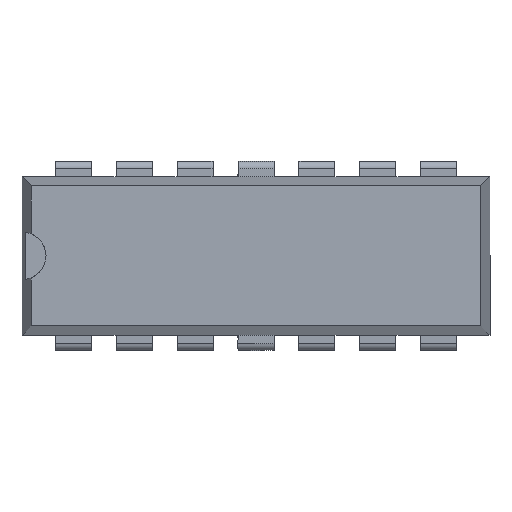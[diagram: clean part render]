
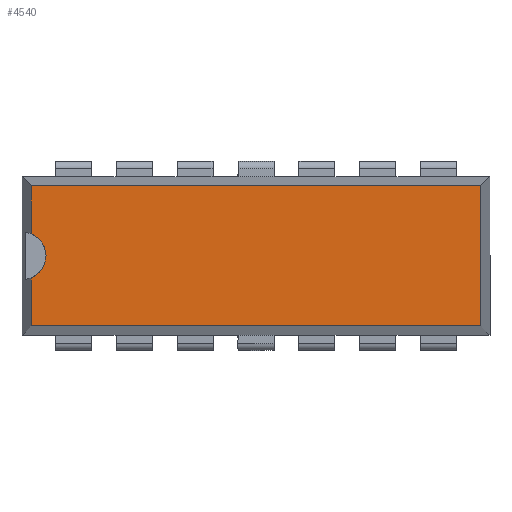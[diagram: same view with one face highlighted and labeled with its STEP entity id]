
A CAD part, top view. The second image highlights one B-rep face of the part: STEP entity #4540.
In plain terms, the highlighted planar face has unit normal (0, 0, 1).
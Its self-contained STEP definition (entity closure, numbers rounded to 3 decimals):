
#239 = ORIENTED_EDGE ( 'NONE', *, *, #1810, .T. ) ;
#383 = VECTOR ( 'NONE', #2236, 1000. ) ;
#551 = FACE_OUTER_BOUND ( 'NONE', #7455, .T. ) ;
#557 = CARTESIAN_POINT ( 'NONE',  ( -9.369, -0.925, 5.08 ) ) ;
#606 = ORIENTED_EDGE ( 'NONE', *, *, #7733, .T. ) ;
#740 = AXIS2_PLACEMENT_3D ( 'NONE', #1906, #4789, #4602 ) ;
#762 = AXIS2_PLACEMENT_3D ( 'NONE', #938, #2770, #3381 ) ;
#840 = CARTESIAN_POINT ( 'NONE',  ( -8.75, 0., 5.08 ) ) ;
#871 = CIRCLE ( 'NONE', #762, 1. ) ;
#887 = CARTESIAN_POINT ( 'NONE',  ( 0., 2.919, 5.08 ) ) ;
#938 = CARTESIAN_POINT ( 'NONE',  ( -9.75, 0., 5.08 ) ) ;
#1088 = EDGE_CURVE ( 'NONE', #1294, #1408, #2636, .T. ) ;
#1121 = ORIENTED_EDGE ( 'NONE', *, *, #2488, .F. ) ;
#1294 = VERTEX_POINT ( 'NONE', #557 ) ;
#1343 = ORIENTED_EDGE ( 'NONE', *, *, #6234, .T. ) ;
#1408 = VERTEX_POINT ( 'NONE', #2423 ) ;
#1809 = CARTESIAN_POINT ( 'NONE',  ( 9.369, 3.3, 5.08 ) ) ;
#1810 = EDGE_CURVE ( 'NONE', #4585, #3522, #2567, .T. ) ;
#1906 = CARTESIAN_POINT ( 'NONE',  ( 0., 3.3, 5.08 ) ) ;
#2007 = LINE ( 'NONE', #4784, #2792 ) ;
#2236 = DIRECTION ( 'NONE',  ( 0., -1., 0. ) ) ;
#2401 = AXIS2_PLACEMENT_3D ( 'NONE', #7025, #3977, #7538 ) ;
#2423 = CARTESIAN_POINT ( 'NONE',  ( -9.369, -2.919, 5.08 ) ) ;
#2488 = EDGE_CURVE ( 'NONE', #3163, #3486, #871, .T. ) ;
#2567 = LINE ( 'NONE', #887, #6827 ) ;
#2636 = LINE ( 'NONE', #5091, #6550 ) ;
#2712 = CARTESIAN_POINT ( 'NONE',  ( -9.369, 3.3, 5.08 ) ) ;
#2770 = DIRECTION ( 'NONE',  ( 0., 0., 1. ) ) ;
#2792 = VECTOR ( 'NONE', #7232, 1000. ) ;
#3163 = VERTEX_POINT ( 'NONE', #840 ) ;
#3381 = DIRECTION ( 'NONE',  ( 1., 0., 0. ) ) ;
#3486 = VERTEX_POINT ( 'NONE', #5521 ) ;
#3522 = VERTEX_POINT ( 'NONE', #5597 ) ;
#3660 = PLANE ( 'NONE',  #740 ) ;
#3697 = VECTOR ( 'NONE', #7907, 1000. ) ;
#3818 = DIRECTION ( 'NONE',  ( -1., 0., 0. ) ) ;
#3977 = DIRECTION ( 'NONE',  ( 0., 0., 1. ) ) ;
#4540 = ADVANCED_FACE ( 'NONE', ( #551 ), #3660, .F. ) ;
#4585 = VERTEX_POINT ( 'NONE', #6369 ) ;
#4602 = DIRECTION ( 'NONE',  ( -1., 0., 0. ) ) ;
#4784 = CARTESIAN_POINT ( 'NONE',  ( 0., -2.919, 5.08 ) ) ;
#4789 = DIRECTION ( 'NONE',  ( 0., 0., -1. ) ) ;
#5091 = CARTESIAN_POINT ( 'NONE',  ( -9.369, 3.3, 5.08 ) ) ;
#5521 = CARTESIAN_POINT ( 'NONE',  ( -9.369, 0.925, 5.08 ) ) ;
#5597 = CARTESIAN_POINT ( 'NONE',  ( -9.369, 2.919, 5.08 ) ) ;
#5761 = ORIENTED_EDGE ( 'NONE', *, *, #1088, .T. ) ;
#5771 = EDGE_CURVE ( 'NONE', #1294, #3163, #5989, .T. ) ;
#5883 = LINE ( 'NONE', #2712, #383 ) ;
#5903 = VERTEX_POINT ( 'NONE', #7770 ) ;
#5989 = CIRCLE ( 'NONE', #2401, 1. ) ;
#6069 = ORIENTED_EDGE ( 'NONE', *, *, #5771, .F. ) ;
#6103 = ORIENTED_EDGE ( 'NONE', *, *, #6358, .T. ) ;
#6234 = EDGE_CURVE ( 'NONE', #3522, #3486, #5883, .T. ) ;
#6358 = EDGE_CURVE ( 'NONE', #5903, #4585, #7869, .T. ) ;
#6369 = CARTESIAN_POINT ( 'NONE',  ( 9.369, 2.919, 5.08 ) ) ;
#6550 = VECTOR ( 'NONE', #7646, 1000. ) ;
#6827 = VECTOR ( 'NONE', #3818, 1000. ) ;
#7025 = CARTESIAN_POINT ( 'NONE',  ( -9.75, 0., 5.08 ) ) ;
#7232 = DIRECTION ( 'NONE',  ( 1., 0., 0. ) ) ;
#7455 = EDGE_LOOP ( 'NONE', ( #1343, #1121, #6069, #5761, #606, #6103, #239 ) ) ;
#7538 = DIRECTION ( 'NONE',  ( 1., 0., 0. ) ) ;
#7646 = DIRECTION ( 'NONE',  ( 0., -1., 0. ) ) ;
#7733 = EDGE_CURVE ( 'NONE', #1408, #5903, #2007, .T. ) ;
#7770 = CARTESIAN_POINT ( 'NONE',  ( 9.369, -2.919, 5.08 ) ) ;
#7869 = LINE ( 'NONE', #1809, #3697 ) ;
#7907 = DIRECTION ( 'NONE',  ( 0., 1., 0. ) ) ;
